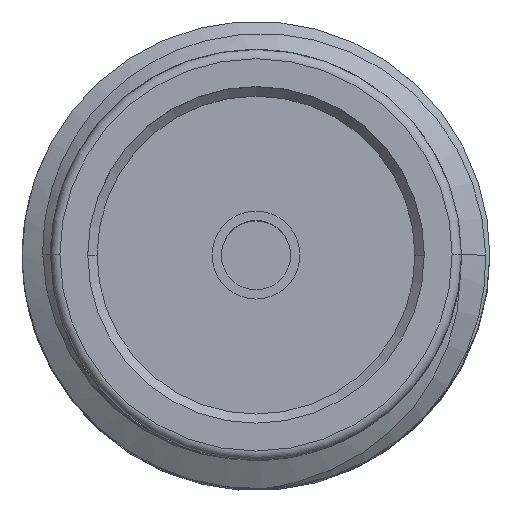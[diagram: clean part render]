
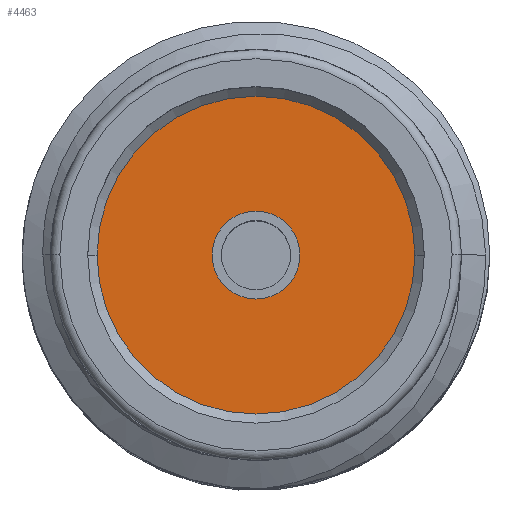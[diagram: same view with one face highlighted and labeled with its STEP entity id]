
A CAD part, top view. The second image highlights one B-rep face of the part: STEP entity #4463.
In plain terms, the highlighted planar face has unit normal (0, 0, 1).
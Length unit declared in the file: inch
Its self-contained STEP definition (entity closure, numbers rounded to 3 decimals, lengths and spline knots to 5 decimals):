
#63 = VERTEX_POINT ( 'NONE', #4312 ) ;
#151 = EDGE_CURVE ( 'NONE', #2966, #3747, #2904, .T. ) ;
#343 = DIRECTION ( 'NONE',  ( 1., 0., 0. ) ) ;
#374 = DIRECTION ( 'NONE',  ( 1., 0., 0. ) ) ;
#431 = ORIENTED_EDGE ( 'NONE', *, *, #4367, .F. ) ;
#563 = CIRCLE ( 'NONE', #1479, 0.0235 ) ;
#608 = DIRECTION ( 'NONE',  ( 1., 0., 0. ) ) ;
#757 = CARTESIAN_POINT ( 'NONE',  ( -0.085, 0., -0.075 ) ) ;
#882 = ORIENTED_EDGE ( 'NONE', *, *, #2441, .T. ) ;
#1056 = AXIS2_PLACEMENT_3D ( 'NONE', #1849, #4802, #374 ) ;
#1147 = CARTESIAN_POINT ( 'NONE',  ( 0., 0., -0.075 ) ) ;
#1441 = CARTESIAN_POINT ( 'NONE',  ( 0., 0., -0.075 ) ) ;
#1479 = AXIS2_PLACEMENT_3D ( 'NONE', #2132, #1767, #608 ) ;
#1524 = CIRCLE ( 'NONE', #4001, 0.085 ) ;
#1767 = DIRECTION ( 'NONE',  ( 0., 0., 1. ) ) ;
#1793 = FACE_BOUND ( 'NONE', #4083, .T. ) ;
#1840 = CARTESIAN_POINT ( 'NONE',  ( 0.085, 0., -0.075 ) ) ;
#1849 = CARTESIAN_POINT ( 'NONE',  ( 0., 0., -0.075 ) ) ;
#1850 = EDGE_LOOP ( 'NONE', ( #882, #2494 ) ) ;
#2132 = CARTESIAN_POINT ( 'NONE',  ( 0., 0., -0.075 ) ) ;
#2182 = PLANE ( 'NONE',  #1056 ) ;
#2264 = CARTESIAN_POINT ( 'NONE',  ( 0., 0., -0.075 ) ) ;
#2441 = EDGE_CURVE ( 'NONE', #3747, #2966, #1524, .T. ) ;
#2494 = ORIENTED_EDGE ( 'NONE', *, *, #151, .T. ) ;
#2655 = VERTEX_POINT ( 'NONE', #3709 ) ;
#2890 = DIRECTION ( 'NONE',  ( 0., 0., 1. ) ) ;
#2904 = CIRCLE ( 'NONE', #3902, 0.085 ) ;
#2966 = VERTEX_POINT ( 'NONE', #757 ) ;
#3149 = DIRECTION ( 'NONE',  ( 1., 0., 0. ) ) ;
#3451 = AXIS2_PLACEMENT_3D ( 'NONE', #1147, #3710, #4412 ) ;
#3585 = FACE_OUTER_BOUND ( 'NONE', #1850, .T. ) ;
#3709 = CARTESIAN_POINT ( 'NONE',  ( -0.0235, 0., -0.075 ) ) ;
#3710 = DIRECTION ( 'NONE',  ( 0., 0., 1. ) ) ;
#3739 = ORIENTED_EDGE ( 'NONE', *, *, #4477, .F. ) ;
#3747 = VERTEX_POINT ( 'NONE', #1840 ) ;
#3902 = AXIS2_PLACEMENT_3D ( 'NONE', #1441, #4446, #343 ) ;
#4001 = AXIS2_PLACEMENT_3D ( 'NONE', #2264, #2890, #3149 ) ;
#4083 = EDGE_LOOP ( 'NONE', ( #3739, #431 ) ) ;
#4149 = CIRCLE ( 'NONE', #3451, 0.0235 ) ;
#4312 = CARTESIAN_POINT ( 'NONE',  ( 0.0235, 0., -0.075 ) ) ;
#4367 = EDGE_CURVE ( 'NONE', #2655, #63, #563, .T. ) ;
#4412 = DIRECTION ( 'NONE',  ( 1., 0., 0. ) ) ;
#4446 = DIRECTION ( 'NONE',  ( 0., 0., 1. ) ) ;
#4463 = ADVANCED_FACE ( 'NONE', ( #1793, #3585 ), #2182, .T. ) ;
#4477 = EDGE_CURVE ( 'NONE', #63, #2655, #4149, .T. ) ;
#4802 = DIRECTION ( 'NONE',  ( 0., 0., 1. ) ) ;
